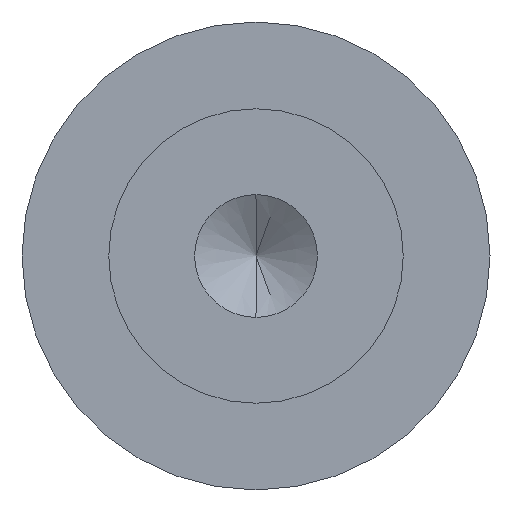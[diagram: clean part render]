
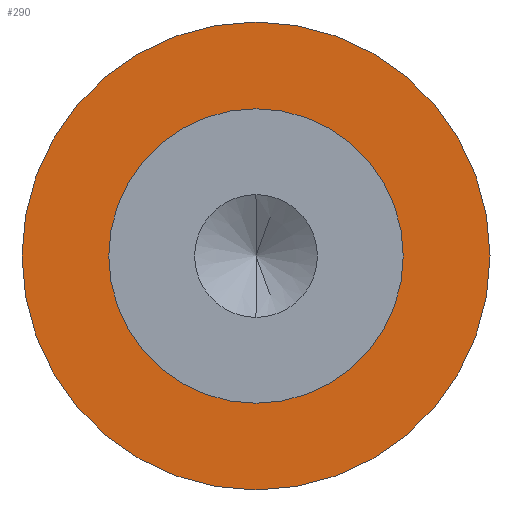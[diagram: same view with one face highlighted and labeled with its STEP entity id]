
A CAD part, left-side view. The second image highlights one B-rep face of the part: STEP entity #290.
In plain terms, the highlighted planar face has unit normal (-1, 0, 0).
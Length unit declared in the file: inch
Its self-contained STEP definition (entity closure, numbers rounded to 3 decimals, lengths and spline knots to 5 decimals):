
#2 = CARTESIAN_POINT ( 'NONE',  ( -2.16535, 0., 0. ) ) ;
#19 = EDGE_LOOP ( 'NONE', ( #516, #437 ) ) ;
#38 = VERTEX_POINT ( 'NONE', #395 ) ;
#53 = EDGE_CURVE ( 'NONE', #239, #309, #500, .T. ) ;
#54 = DIRECTION ( 'NONE',  ( 1., 0., 0. ) ) ;
#85 = EDGE_CURVE ( 'NONE', #309, #239, #233, .T. ) ;
#87 = CIRCLE ( 'NONE', #402, 0.375 ) ;
#92 = DIRECTION ( 'NONE',  ( 0., 1., 0. ) ) ;
#96 = CARTESIAN_POINT ( 'NONE',  ( -2.16535, 0., 0. ) ) ;
#99 = DIRECTION ( 'NONE',  ( 1., 0., 0. ) ) ;
#131 = CARTESIAN_POINT ( 'NONE',  ( -2.16535, 0.236, 0. ) ) ;
#143 = CIRCLE ( 'NONE', #475, 0.375 ) ;
#155 = DIRECTION ( 'NONE',  ( 1., 0., 0. ) ) ;
#217 = ORIENTED_EDGE ( 'NONE', *, *, #53, .T. ) ;
#223 = EDGE_LOOP ( 'NONE', ( #217, #416 ) ) ;
#233 = CIRCLE ( 'NONE', #464, 0.236 ) ;
#239 = VERTEX_POINT ( 'NONE', #131 ) ;
#240 = DIRECTION ( 'NONE',  ( 0., 1., 0. ) ) ;
#290 = ADVANCED_FACE ( 'NONE', ( #387, #532 ), #331, .F. ) ;
#302 = DIRECTION ( 'NONE',  ( 0., 1., 0. ) ) ;
#309 = VERTEX_POINT ( 'NONE', #433 ) ;
#331 = PLANE ( 'NONE',  #542 ) ;
#346 = DIRECTION ( 'NONE',  ( 1., 0., 0. ) ) ;
#379 = EDGE_CURVE ( 'NONE', #38, #396, #87, .T. ) ;
#387 = FACE_BOUND ( 'NONE', #223, .T. ) ;
#395 = CARTESIAN_POINT ( 'NONE',  ( -2.16535, -0.375, 0. ) ) ;
#396 = VERTEX_POINT ( 'NONE', #653 ) ;
#398 = EDGE_CURVE ( 'NONE', #396, #38, #143, .T. ) ;
#402 = AXIS2_PLACEMENT_3D ( 'NONE', #96, #99, #302 ) ;
#416 = ORIENTED_EDGE ( 'NONE', *, *, #85, .T. ) ;
#433 = CARTESIAN_POINT ( 'NONE',  ( -2.16535, -0.236, 0. ) ) ;
#437 = ORIENTED_EDGE ( 'NONE', *, *, #379, .F. ) ;
#455 = DIRECTION ( 'NONE',  ( 0., 1., 0. ) ) ;
#464 = AXIS2_PLACEMENT_3D ( 'NONE', #508, #54, #455 ) ;
#473 = AXIS2_PLACEMENT_3D ( 'NONE', #2, #155, #92 ) ;
#475 = AXIS2_PLACEMENT_3D ( 'NONE', #499, #346, #503 ) ;
#484 = DIRECTION ( 'NONE',  ( 1., 0., 0. ) ) ;
#499 = CARTESIAN_POINT ( 'NONE',  ( -2.16535, 0., 0. ) ) ;
#500 = CIRCLE ( 'NONE', #473, 0.236 ) ;
#503 = DIRECTION ( 'NONE',  ( 0., 1., 0. ) ) ;
#508 = CARTESIAN_POINT ( 'NONE',  ( -2.16535, 0., 0. ) ) ;
#516 = ORIENTED_EDGE ( 'NONE', *, *, #398, .F. ) ;
#529 = CARTESIAN_POINT ( 'NONE',  ( -2.16535, 0., 0. ) ) ;
#532 = FACE_OUTER_BOUND ( 'NONE', #19, .T. ) ;
#542 = AXIS2_PLACEMENT_3D ( 'NONE', #529, #484, #240 ) ;
#653 = CARTESIAN_POINT ( 'NONE',  ( -2.16535, 0.375, 0. ) ) ;
